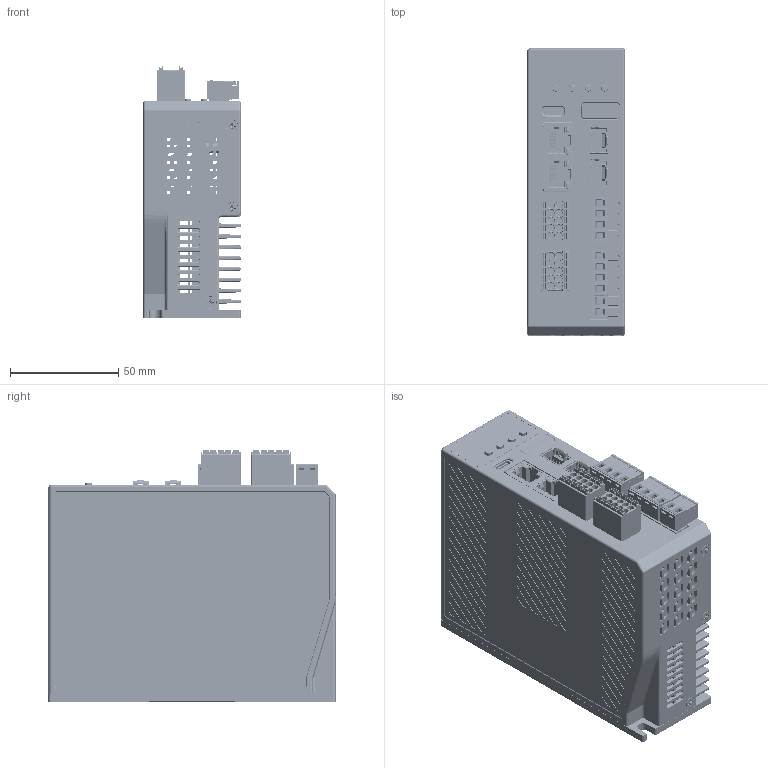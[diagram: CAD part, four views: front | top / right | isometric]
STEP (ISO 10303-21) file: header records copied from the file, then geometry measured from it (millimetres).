
FILE_DESCRIPTION((''),'2;1');
FILE_NAME('RT-EST60X2V5_0','2025-05-08T16:57:44',('ruiwe'),(''),'CREO PARAMETRIC BY PTC INC, 2021063','CREO PARAMETRIC BY PTC INC, 2021063','');
FILE_SCHEMA(('CONFIG_CONTROL_DESIGN','SHAPE_APPEARANCE_LAYERS_GROUPS'));
Products named in the file (1): RT-EST60X2V5_0
Bounding box: 45 x 132.9 x 116.05 mm (x, y, z)
Volume: 176785.3 mm3; surface area: 200257.7 mm2
Topology: 11 solids, 480 shells, 8391 faces, 27812 edges, 20150 vertices
Faces by surface type: plane 5932, cylinder 1532, bspline 325, cone 316, torus 206, sphere 74, extrusion 6
Entity records: 404713 total; most frequent: CARTESIAN_POINT 87273, ORIENTED_EDGE 49052, DIRECTION 42492, EDGE_CURVE 27788, PRESENTATION_STYLE_ASSIGNMENT 21068, STYLED_ITEM 20819, VERTEX_POINT 20150, VECTOR 19528
